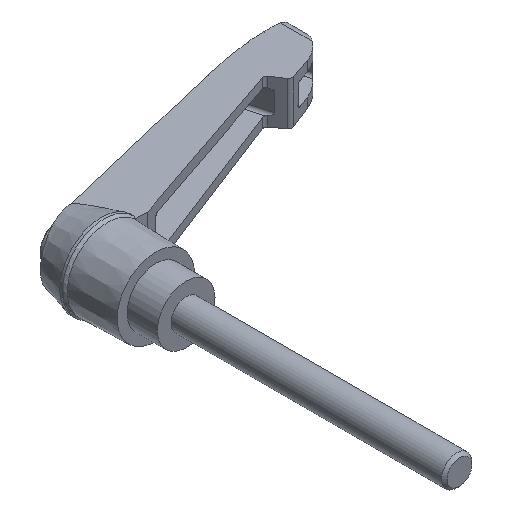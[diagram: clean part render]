
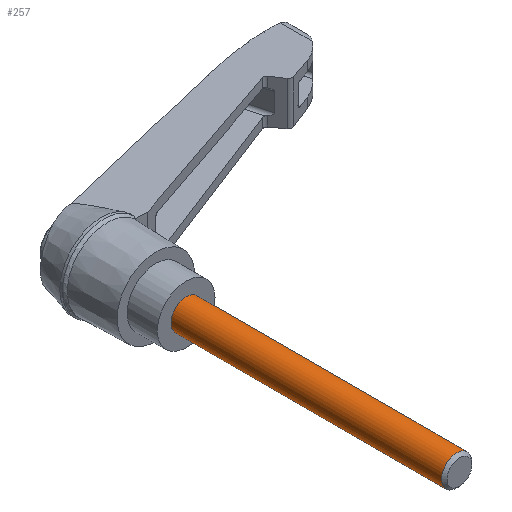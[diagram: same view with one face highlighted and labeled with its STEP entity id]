
A CAD part, isometric view. The second image highlights one B-rep face of the part: STEP entity #257.
In plain terms, the highlighted cylindrical face has radius 5 mm (diameter 10 mm), a full revolution.
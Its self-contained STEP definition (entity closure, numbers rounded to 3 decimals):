
#257 = ADVANCED_FACE( '', ( #522, #523 ), #524, .T. );
#522 = FACE_OUTER_BOUND( '', #786, .T. );
#523 = FACE_OUTER_BOUND( '', #787, .T. );
#524 = CYLINDRICAL_SURFACE( '', #788, 5. );
#786 = EDGE_LOOP( '', ( #1525 ) );
#787 = EDGE_LOOP( '', ( #1526 ) );
#788 = AXIS2_PLACEMENT_3D( '', #1527, #1528, #1529 );
#1525 = ORIENTED_EDGE( '', *, *, #1743, .F. );
#1526 = ORIENTED_EDGE( '', *, *, #1808, .T. );
#1527 = CARTESIAN_POINT( '', ( 0., -90., 0. ) );
#1528 = DIRECTION( '', ( 0., 1., 0. ) );
#1529 = DIRECTION( '', ( 0., 0., -1. ) );
#1743 = EDGE_CURVE( '', #2161, #2161, #2162, .T. );
#1808 = EDGE_CURVE( '', #2250, #2250, #2251, .F. );
#2161 = VERTEX_POINT( '', #2777 );
#2162 = CIRCLE( '', #2778, 5. );
#2250 = VERTEX_POINT( '', #2929 );
#2251 = CIRCLE( '', #2930, 5. );
#2777 = CARTESIAN_POINT( '', ( 0., -89.08, -5. ) );
#2778 = AXIS2_PLACEMENT_3D( '', #3298, #3299, #3300 );
#2929 = CARTESIAN_POINT( '', ( 0., 0., 5. ) );
#2930 = AXIS2_PLACEMENT_3D( '', #3382, #3383, #3384 );
#3298 = CARTESIAN_POINT( '', ( 0., -89.08, 0. ) );
#3299 = DIRECTION( '', ( 0., -1., 0. ) );
#3300 = DIRECTION( '', ( 0., 0., -1. ) );
#3382 = CARTESIAN_POINT( '', ( 0., 0., 0. ) );
#3383 = DIRECTION( '', ( 0., 1., 0. ) );
#3384 = DIRECTION( '', ( 0., 0., 1. ) );
